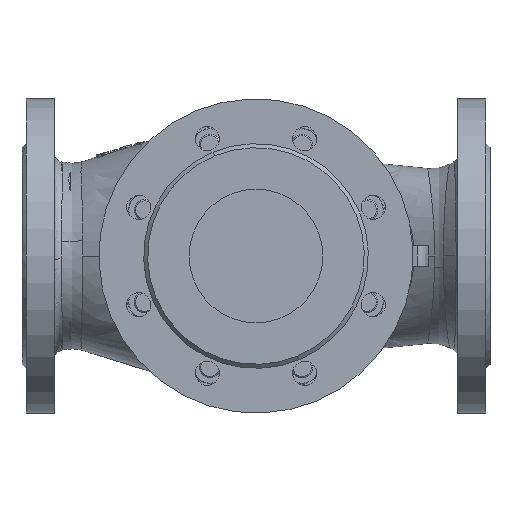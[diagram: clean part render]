
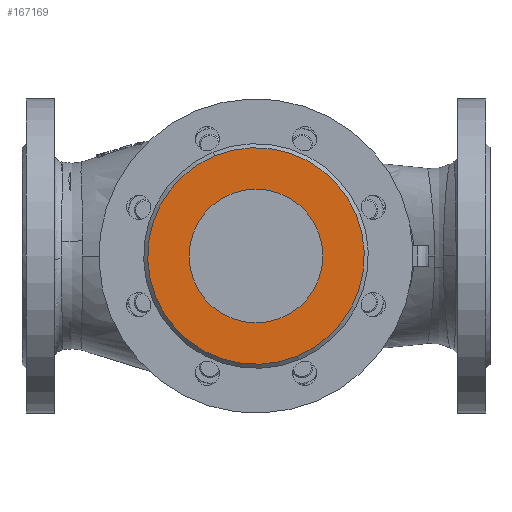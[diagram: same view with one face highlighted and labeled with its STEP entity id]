
A CAD part, front view. The second image highlights one B-rep face of the part: STEP entity #167169.
In plain terms, the highlighted planar face has unit normal (0, -1, 0).
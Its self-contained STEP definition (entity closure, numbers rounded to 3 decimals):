
#3501 = CARTESIAN_POINT ( 'NONE',  ( 0., -215., 0. ) ) ;
#13001 = CARTESIAN_POINT ( 'NONE',  ( 0., -215., 0. ) ) ;
#17370 = DIRECTION ( 'NONE',  ( -0.383, 0., 0.924 ) ) ;
#19912 = VERTEX_POINT ( 'NONE', #106350 ) ;
#21265 = AXIS2_PLACEMENT_3D ( 'NONE', #3501, #99997, #17370 ) ;
#24369 = ORIENTED_EDGE ( 'NONE', *, *, #159177, .F. ) ;
#25088 = DIRECTION ( 'NONE',  ( 0., 1., 0. ) ) ;
#26862 = DIRECTION ( 'NONE',  ( 0., 0., -1. ) ) ;
#30661 = CIRCLE ( 'NONE', #164308, 50. ) ;
#33921 = PLANE ( 'NONE',  #64569 ) ;
#39757 = CARTESIAN_POINT ( 'NONE',  ( 30.997, -215., -74.834 ) ) ;
#40340 = EDGE_CURVE ( 'NONE', #50067, #19912, #30661, .T. ) ;
#50067 = VERTEX_POINT ( 'NONE', #132886 ) ;
#58118 = FACE_OUTER_BOUND ( 'NONE', #171614, .T. ) ;
#59164 = ORIENTED_EDGE ( 'NONE', *, *, #40340, .F. ) ;
#61648 = DIRECTION ( 'NONE',  ( -0.383, 0., 0.924 ) ) ;
#64569 = AXIS2_PLACEMENT_3D ( 'NONE', #130440, #144314, #61648 ) ;
#78956 = DIRECTION ( 'NONE',  ( 0., -1., 0. ) ) ;
#93969 = EDGE_CURVE ( 'NONE', #131882, #136322, #129539, .T. ) ;
#99997 = DIRECTION ( 'NONE',  ( 0., 1., 0. ) ) ;
#106350 = CARTESIAN_POINT ( 'NONE',  ( 0., -215., -50. ) ) ;
#106492 = ORIENTED_EDGE ( 'NONE', *, *, #93969, .F. ) ;
#107721 = CARTESIAN_POINT ( 'NONE',  ( 0., -215., 0. ) ) ;
#109496 = DIRECTION ( 'NONE',  ( 0., -1., 0. ) ) ;
#121593 = DIRECTION ( 'NONE',  ( -0.383, 0., 0.924 ) ) ;
#123233 = CIRCLE ( 'NONE', #165012, 50. ) ;
#123551 = AXIS2_PLACEMENT_3D ( 'NONE', #107721, #25088, #121593 ) ;
#127192 = FACE_BOUND ( 'NONE', #172038, .T. ) ;
#129539 = CIRCLE ( 'NONE', #123551, 81. ) ;
#130440 = CARTESIAN_POINT ( 'NONE',  ( 46.194, -215., 19.134 ) ) ;
#131882 = VERTEX_POINT ( 'NONE', #154439 ) ;
#132886 = CARTESIAN_POINT ( 'NONE',  ( 0., -215., 50. ) ) ;
#134668 = EDGE_CURVE ( 'NONE', #136322, #131882, #139304, .T. ) ;
#136322 = VERTEX_POINT ( 'NONE', #39757 ) ;
#139304 = CIRCLE ( 'NONE', #21265, 81. ) ;
#144314 = DIRECTION ( 'NONE',  ( 0., 1., 0. ) ) ;
#154439 = CARTESIAN_POINT ( 'NONE',  ( -30.997, -215., 74.834 ) ) ;
#159177 = EDGE_CURVE ( 'NONE', #19912, #50067, #123233, .T. ) ;
#161614 = CARTESIAN_POINT ( 'NONE',  ( 0., -215., 0. ) ) ;
#164308 = AXIS2_PLACEMENT_3D ( 'NONE', #13001, #109496, #26862 ) ;
#165012 = AXIS2_PLACEMENT_3D ( 'NONE', #161614, #78956, #175492 ) ;
#167169 = ADVANCED_FACE ( 'NONE', ( #127192, #58118 ), #33921, .F. ) ;
#171614 = EDGE_LOOP ( 'NONE', ( #106492, #178415 ) ) ;
#172038 = EDGE_LOOP ( 'NONE', ( #24369, #59164 ) ) ;
#175492 = DIRECTION ( 'NONE',  ( 0., 0., -1. ) ) ;
#178415 = ORIENTED_EDGE ( 'NONE', *, *, #134668, .F. ) ;
